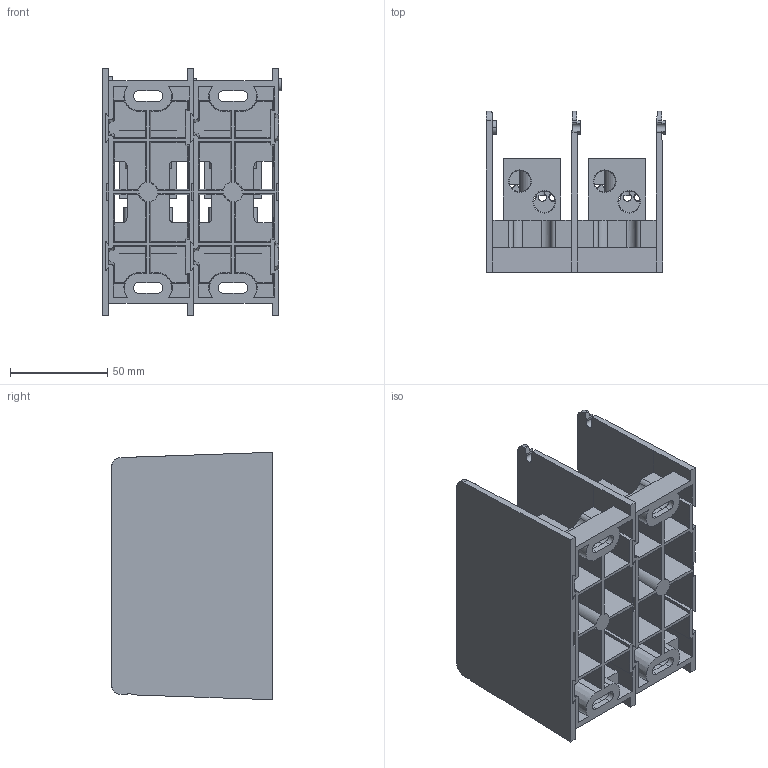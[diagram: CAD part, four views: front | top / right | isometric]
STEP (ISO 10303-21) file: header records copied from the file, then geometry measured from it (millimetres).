
FILE_DESCRIPTION (( 'STEP AP214' ), '1' );
FILE_NAME ('701956rev-2P.STEP', '2015-06-18T15:23:10', ( '' ), ( '' ), 'SwSTEP 2.0', 'SolidWorks 2014', '' );
FILE_SCHEMA (( 'AUTOMOTIVE_DESIGN' ));
Length unit declared in the file: inch
Products named in the file (1): 701956rev-2P
Bounding box: 92.16 x 82.55 x 127.01 mm (x, y, z)
Surface area: 124664 mm2 (no closed solid volume)
Topology: 0 solids, 30 shells, 670 faces, 2332 edges, 1626 vertices
Faces by surface type: plane 339, cone 167, cylinder 164
Entity records: 41999 total; most frequent: CARTESIAN_POINT 14545, ORIENTED_EDGE 3728, DIRECTION 3506, EDGE_CURVE 2308, VERTEX_POINT 1626, LINE 1332, VECTOR 1332, AXIS2_PLACEMENT_3D 1087
